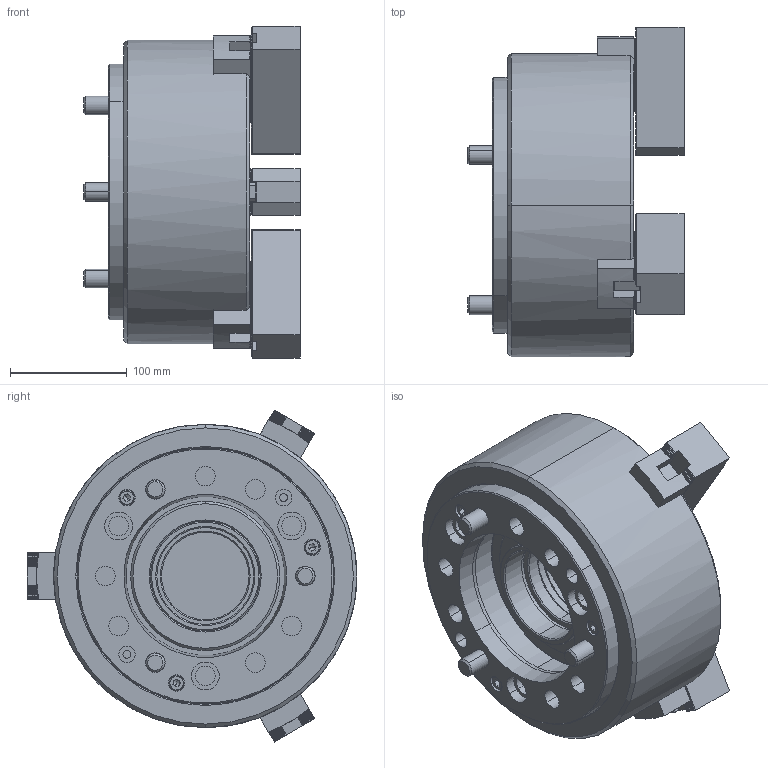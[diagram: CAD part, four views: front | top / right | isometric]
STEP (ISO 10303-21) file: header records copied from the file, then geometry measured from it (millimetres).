
FILE_DESCRIPTION (( 'STEP AP203' ), '1' );
FILE_NAME ('CF-3L-210A8.STEP', '2021-08-17T06:10:05', ( '' ), ( '' ), 'SwSTEP 2.0', 'SolidWorks 2016', '' );
FILE_SCHEMA (( 'CONFIG_CONTROL_DESIGN' ));
Length unit declared in the file: millimetre
Products named in the file (14): 圓頭內六角螺栓_M16x125; CF-3L-210-02000; 半圓頭六角孔螺栓_M5x10; CF-3L-210-03000; CF-3H-10-11000-A8法蘭; CF-3L-210-04000; 圓頭內六角螺栓_M8x20; CF-3L-210-07000; CF-3L-210A8; CF-3H-10-08000; CF-3H-210-04000(T型塊); SJ-10; 圓頭內六角螺栓_M12x30; CF-3L-210-01000
Assembly tree (30 placements, depth 2):
  CF-3L-210A8
    CF-3L-210-01000
    CF-3L-210-02000
    CF-3L-210-03000  x3
    CF-3L-210-04000
    CF-3L-210-07000
    CF-3H-10-08000
    CF-3H-210-04000(T型塊)  x3
    SJ-10  x3
    圓頭內六角螺栓_M12x30  x6
    圓頭內六角螺栓_M16x125  x3
    半圓頭六角孔螺栓_M5x10  x3
    CF-3H-10-11000-A8法蘭
    圓頭內六角螺栓_M8x20  x3
Bounding box: 185.3 x 282.75 x 284.57 mm (x, y, z)
Volume: 5750418.5 mm3; surface area: 672277.4 mm2
Topology: 30 solids, 30 shells, 3588 faces, 10237 edges, 6736 vertices
Faces by surface type: plane 2491, cylinder 939, cone 146, torus 12
Entity records: 44592 total; most frequent: CARTESIAN_POINT 9064, ORIENTED_EDGE 7474, DIRECTION 6440, EDGE_CURVE 3737, VECTOR 2786, LINE 2786, VERTEX_POINT 2463, AXIS2_PLACEMENT_3D 1827
